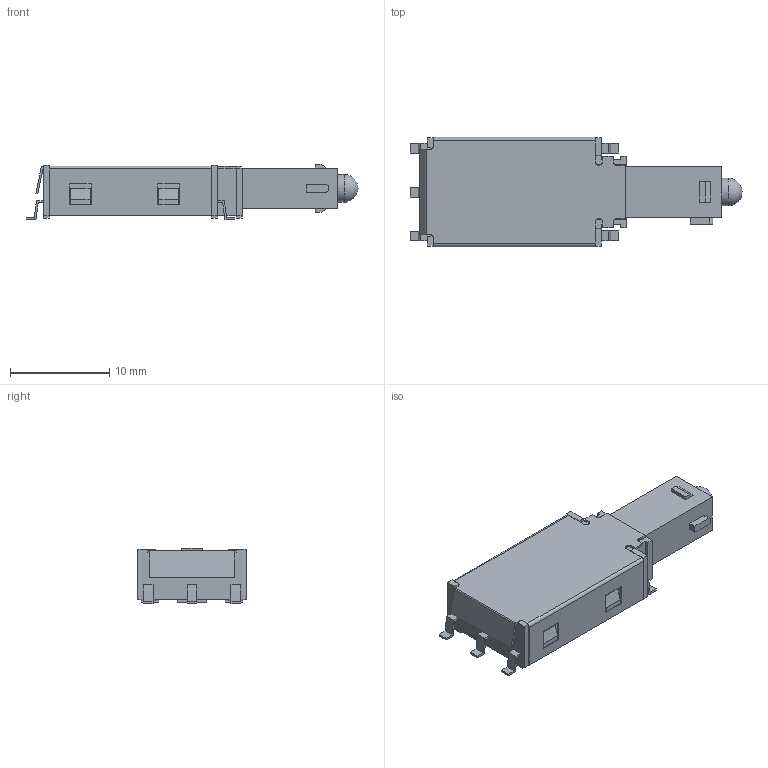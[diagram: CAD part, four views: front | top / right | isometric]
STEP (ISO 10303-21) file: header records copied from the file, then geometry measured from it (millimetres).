
FILE_DESCRIPTION((' '),'2;1');
FILE_NAME('LP37OACGx.stp','2017-07-19T09:39:00',(' '),(' '),' ','ACIS',' ');
FILE_SCHEMA(('CONFIG_CONTROL_DESIGN'));
Length unit declared in the file: inch
Products named in the file (1): LP37OACGx.stp
Bounding box: 33.38 x 11 x 5.55 mm (x, y, z)
Volume: 924.1 mm3; surface area: 1988 mm2
Topology: 1 solids, 1 shells, 306 faces, 858 edges, 556 vertices
Faces by surface type: plane 279, cylinder 24, cone 2, sphere 1
Full cylindrical faces by diameter (mm): 0.6 x1, 0.8 x2, 2.8 x1, 3 x1
Entity records: 9751 total; most frequent: CARTESIAN_POINT 1711, ORIENTED_EDGE 1700, DIRECTION 1524, EDGE_CURVE 850, VECTOR 790, LINE 790, VERTEX_POINT 554, AXIS2_PLACEMENT_3D 367
